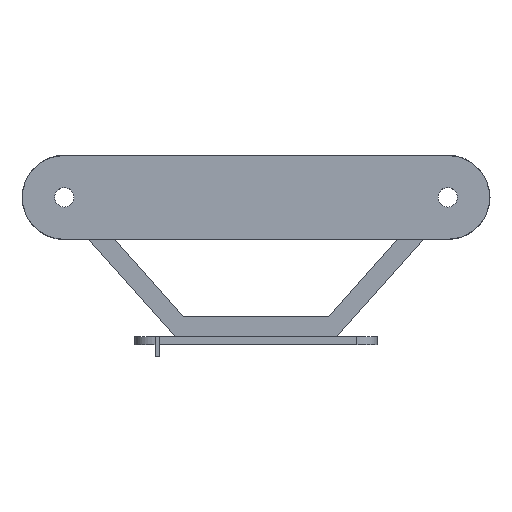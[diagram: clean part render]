
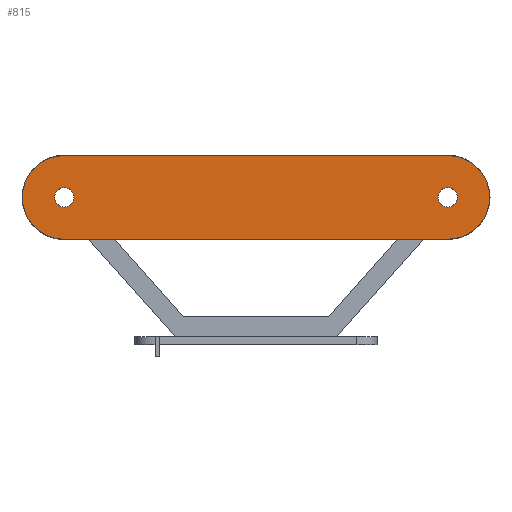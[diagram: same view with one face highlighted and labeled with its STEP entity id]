
A CAD part, front view. The second image highlights one B-rep face of the part: STEP entity #815.
In plain terms, the highlighted planar face has unit normal (0, -1, 0).
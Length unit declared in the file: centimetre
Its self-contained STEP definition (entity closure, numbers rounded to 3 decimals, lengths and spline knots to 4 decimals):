
#43=FACE_BOUND('',#164,.T.);
#44=FACE_BOUND('',#165,.T.);
#57=B_SPLINE_CURVE_WITH_KNOTS('',3,(#1211,#1212,#1213,#1214,#1215,#1216),
 .UNSPECIFIED.,.F.,.F.,(4,2,4),(-1.3113,-0.5272,0.),
 .UNSPECIFIED.);
#58=B_SPLINE_CURVE_WITH_KNOTS('',3,(#1220,#1221,#1222,#1223,#1224,#1225,
#1226,#1227,#1228,#1229),.UNSPECIFIED.,.F.,.F.,(4,2,2,2,4),(-5.6073,
-3.8497,-2.0501,-1.4,0.),
 .UNSPECIFIED.);
#59=B_SPLINE_CURVE_WITH_KNOTS('',3,(#1233,#1234,#1235,#1236,#1237,#1238),
 .UNSPECIFIED.,.F.,.F.,(4,2,4),(-1.2774,-0.5233,0.),
 .UNSPECIFIED.);
#60=B_SPLINE_CURVE_WITH_KNOTS('',3,(#1241,#1242,#1243,#1244,#1245,#1246,
#1247,#1248,#1249,#1250),.UNSPECIFIED.,.F.,.F.,(4,2,2,2,4),(-4.9869,
-3.4627,-1.9028,-1.3314,0.),
 .UNSPECIFIED.);
#69=CIRCLE('',#880,1.0472);
#70=CIRCLE('',#881,1.0472);
#71=CIRCLE('',#882,0.2405);
#72=CIRCLE('',#883,0.2405);
#115=FACE_OUTER_BOUND('',#163,.T.);
#163=EDGE_LOOP('',(#575,#576,#577,#578,#579,#580,#581,#582));
#164=EDGE_LOOP('',(#583));
#165=EDGE_LOOP('',(#584));
#231=LINE('',#1218,#301);
#232=LINE('',#1240,#302);
#301=VECTOR('',#982,1.);
#302=VECTOR('',#985,1.);
#367=VERTEX_POINT('',#1207);
#368=VERTEX_POINT('',#1208);
#369=VERTEX_POINT('',#1210);
#370=VERTEX_POINT('',#1217);
#371=VERTEX_POINT('',#1219);
#372=VERTEX_POINT('',#1230);
#373=VERTEX_POINT('',#1232);
#374=VERTEX_POINT('',#1239);
#375=VERTEX_POINT('',#1251);
#376=VERTEX_POINT('',#1253);
#445=EDGE_CURVE('',#367,#368,#69,.T.);
#446=EDGE_CURVE('',#369,#367,#57,.T.);
#447=EDGE_CURVE('',#370,#369,#231,.T.);
#448=EDGE_CURVE('',#371,#370,#58,.T.);
#449=EDGE_CURVE('',#372,#371,#70,.T.);
#450=EDGE_CURVE('',#373,#372,#59,.T.);
#451=EDGE_CURVE('',#374,#373,#232,.T.);
#452=EDGE_CURVE('',#368,#374,#60,.T.);
#453=EDGE_CURVE('',#375,#375,#71,.T.);
#454=EDGE_CURVE('',#376,#376,#72,.T.);
#575=ORIENTED_EDGE('',*,*,#445,.F.);
#576=ORIENTED_EDGE('',*,*,#446,.F.);
#577=ORIENTED_EDGE('',*,*,#447,.F.);
#578=ORIENTED_EDGE('',*,*,#448,.F.);
#579=ORIENTED_EDGE('',*,*,#449,.F.);
#580=ORIENTED_EDGE('',*,*,#450,.F.);
#581=ORIENTED_EDGE('',*,*,#451,.F.);
#582=ORIENTED_EDGE('',*,*,#452,.F.);
#583=ORIENTED_EDGE('',*,*,#453,.F.);
#584=ORIENTED_EDGE('',*,*,#454,.F.);
#793=PLANE('',#879);
#815=ADVANCED_FACE('',(#115,#43,#44),#793,.F.);
#879=AXIS2_PLACEMENT_3D('',#1206,#978,#979);
#880=AXIS2_PLACEMENT_3D('',#1209,#980,#981);
#881=AXIS2_PLACEMENT_3D('',#1231,#983,#984);
#882=AXIS2_PLACEMENT_3D('',#1252,#986,#987);
#883=AXIS2_PLACEMENT_3D('',#1254,#988,#989);
#978=DIRECTION('center_axis',(0.,1.,0.));
#979=DIRECTION('ref_axis',(0.,0.,1.));
#980=DIRECTION('center_axis',(0.,1.,0.));
#981=DIRECTION('ref_axis',(0.,0.,1.));
#982=DIRECTION('',(1.,0.,0.));
#983=DIRECTION('center_axis',(0.,1.,0.));
#984=DIRECTION('ref_axis',(0.,0.,1.));
#985=DIRECTION('',(-1.,0.,0.));
#986=DIRECTION('center_axis',(0.,-1.,0.));
#987=DIRECTION('ref_axis',(-1.,0.,0.));
#988=DIRECTION('center_axis',(0.,-1.,0.));
#989=DIRECTION('ref_axis',(-1.,0.,0.));
#1206=CARTESIAN_POINT('Origin',(2.5,1.2497,2.6503));
#1207=CARTESIAN_POINT('',(7.7736,1.2497,4.5572));
#1208=CARTESIAN_POINT('',(7.7736,1.2497,2.7435));
#1209=CARTESIAN_POINT('Origin',(7.25,1.2497,3.6503));
#1210=CARTESIAN_POINT('',(6.65,1.2497,4.6975));
#1211=CARTESIAN_POINT('Ctrl Pts',(6.65,1.2497,4.6975));
#1212=CARTESIAN_POINT('Ctrl Pts',(7.1869,1.2497,4.6975));
#1213=CARTESIAN_POINT('Ctrl Pts',(7.2591,1.2497,4.7015));
#1214=CARTESIAN_POINT('Ctrl Pts',(7.4855,1.2497,4.6727));
#1215=CARTESIAN_POINT('Ctrl Pts',(7.6214,1.2497,4.6451));
#1216=CARTESIAN_POINT('Ctrl Pts',(7.7736,1.2497,4.5572));
#1217=CARTESIAN_POINT('',(-1.65,1.2497,4.6975));
#1218=CARTESIAN_POINT('',(-1.6513,1.2497,4.6975));
#1219=CARTESIAN_POINT('',(-2.7736,1.2497,4.5572));
#1220=CARTESIAN_POINT('Ctrl Pts',(-2.7736,1.2497,4.5572));
#1221=CARTESIAN_POINT('Ctrl Pts',(-2.7038,1.2497,4.5975));
#1222=CARTESIAN_POINT('Ctrl Pts',(-2.6309,1.2497,4.6289));
#1223=CARTESIAN_POINT('Ctrl Pts',(-2.4749,1.2497,4.6745));
#1224=CARTESIAN_POINT('Ctrl Pts',(-2.399,1.2497,4.6861));
#1225=CARTESIAN_POINT('Ctrl Pts',(-2.2881,1.2497,4.6941));
#1226=CARTESIAN_POINT('Ctrl Pts',(-2.2584,1.2497,4.6955));
#1227=CARTESIAN_POINT('Ctrl Pts',(-2.1655,1.2497,4.6982));
#1228=CARTESIAN_POINT('Ctrl Pts',(-2.1167,1.2497,4.6975));
#1229=CARTESIAN_POINT('Ctrl Pts',(-1.65,1.2497,4.6975));
#1230=CARTESIAN_POINT('',(-2.7736,1.2497,2.7434));
#1231=CARTESIAN_POINT('Origin',(-2.25,1.2497,3.6503));
#1232=CARTESIAN_POINT('',(-1.65,1.2497,2.6032));
#1233=CARTESIAN_POINT('Ctrl Pts',(-1.65,1.2497,2.6032));
#1234=CARTESIAN_POINT('Ctrl Pts',(-2.1926,1.2497,2.6032));
#1235=CARTESIAN_POINT('Ctrl Pts',(-2.2597,1.2497,2.5991));
#1236=CARTESIAN_POINT('Ctrl Pts',(-2.4868,1.2497,2.6281));
#1237=CARTESIAN_POINT('Ctrl Pts',(-2.6225,1.2497,2.6562));
#1238=CARTESIAN_POINT('Ctrl Pts',(-2.7736,1.2497,2.7434));
#1239=CARTESIAN_POINT('',(6.65,1.2497,2.6032));
#1240=CARTESIAN_POINT('',(6.6513,1.2497,2.6032));
#1241=CARTESIAN_POINT('Ctrl Pts',(7.7736,1.2497,2.7434));
#1242=CARTESIAN_POINT('Ctrl Pts',(7.704,1.2497,2.7033));
#1243=CARTESIAN_POINT('Ctrl Pts',(7.6313,1.2497,2.6719));
#1244=CARTESIAN_POINT('Ctrl Pts',(7.4757,1.2497,2.6264));
#1245=CARTESIAN_POINT('Ctrl Pts',(7.4001,1.2497,2.6148));
#1246=CARTESIAN_POINT('Ctrl Pts',(7.2888,1.2497,2.6068));
#1247=CARTESIAN_POINT('Ctrl Pts',(7.2588,1.2497,2.6054));
#1248=CARTESIAN_POINT('Ctrl Pts',(7.1594,1.2497,2.6025));
#1249=CARTESIAN_POINT('Ctrl Pts',(7.0938,1.2497,2.6032));
#1250=CARTESIAN_POINT('Ctrl Pts',(6.65,1.2497,2.6032));
#1251=CARTESIAN_POINT('',(7.4905,1.2497,3.6503));
#1252=CARTESIAN_POINT('Origin',(7.25,1.2497,3.6503));
#1253=CARTESIAN_POINT('',(-2.0095,1.2497,3.6503));
#1254=CARTESIAN_POINT('Origin',(-2.25,1.2497,3.6503));
